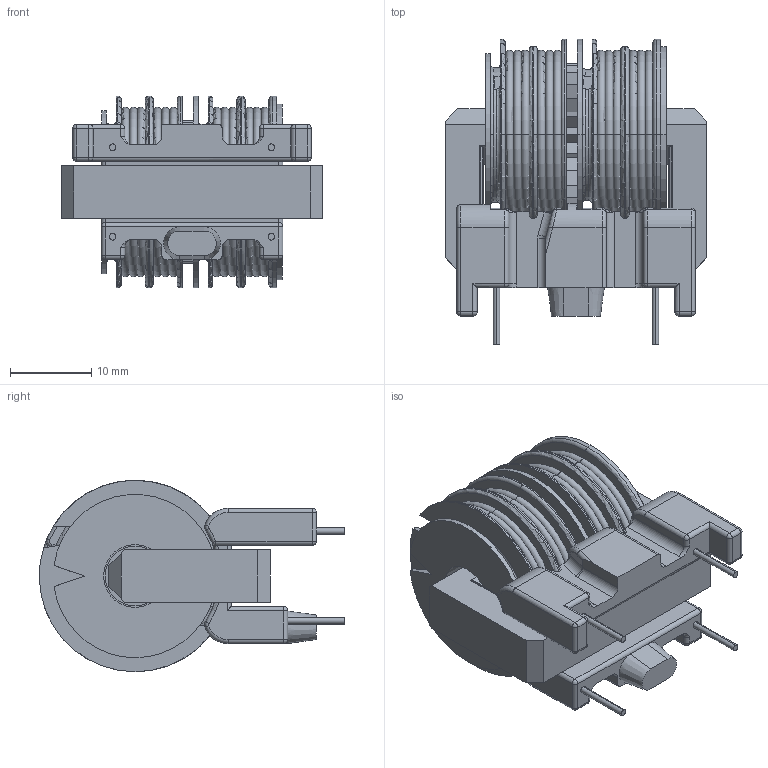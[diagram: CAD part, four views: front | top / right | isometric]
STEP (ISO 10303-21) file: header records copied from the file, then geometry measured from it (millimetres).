
FILE_DESCRIPTION (( 'STEP AP214' ), '1' );
FILE_NAME ('SS30V(MAX-LOGO).STEP', '2018-11-06T00:25:11', ( '' ), ( '' ), 'SwSTEP 2.0', 'SolidWorks 2018', '' );
FILE_SCHEMA (( 'AUTOMOTIVE_DESIGN' ));
Length unit declared in the file: millimetre
Products named in the file (1): SS30V(MAX-LOGO)
Bounding box: 32 x 37.5 x 23.5 mm (x, y, z)
Volume: 10719.3 mm3; surface area: 9106.3 mm2
Topology: 1 solids, 1 shells, 655 faces, 1744 edges, 1072 vertices
Faces by surface type: plane 265, cylinder 203, torus 129, bspline 36, sphere 20, cone 2
Entity records: 28799 total; most frequent: CARTESIAN_POINT 5442, ORIENTED_EDGE 3448, DIRECTION 3421, EDGE_CURVE 1724, AXIS2_PLACEMENT_3D 1274, VERTEX_POINT 1072, VECTOR 873, LINE 873
